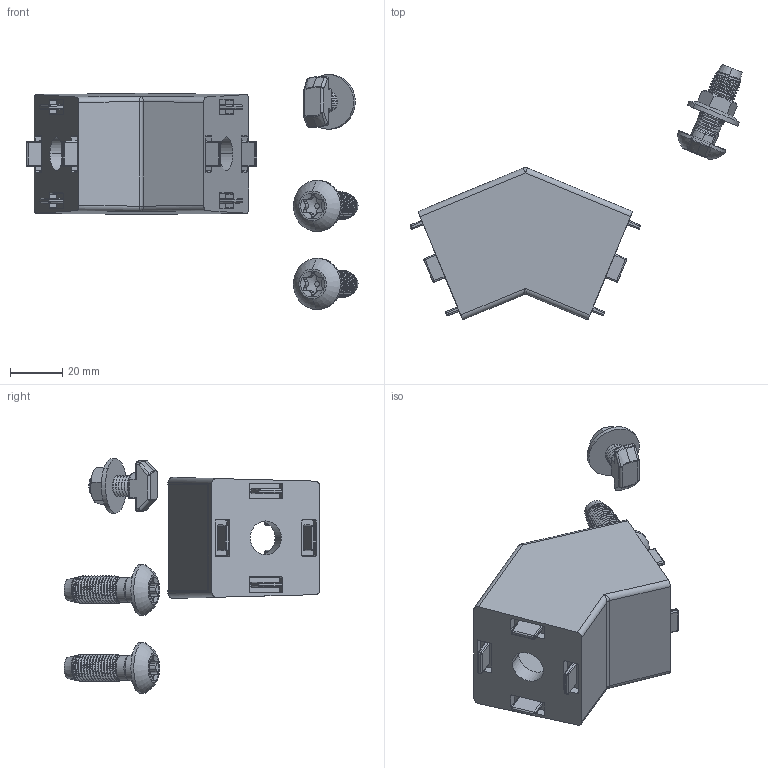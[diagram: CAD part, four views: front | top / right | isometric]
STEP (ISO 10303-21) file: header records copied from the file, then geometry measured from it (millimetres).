
FILE_DESCRIPTION (( 'STEP AP214' ), '1' );
FILE_NAME ('093ws45145n10rs01.STEP', '2014-08-21T07:43:09', ( '' ), ( '' ), 'SwSTEP 2.0', 'SolidWorks 2014', '' );
FILE_SCHEMA (( 'AUTOMOTIVE_DESIGN' ));
Length unit declared in the file: millimetre
Products named in the file (6): 093s1230t_093 s12 30 t; 340me154_340me154; 096hk1030m0820_096 hk 10 30 m08 20; 093wsa45_093 wsa 45 ; 093ws45145n10_093 ws 45 145 n10 r; 093ws45145n10rs01
Assembly tree (6 placements, depth 2):
  093ws45145n10rs01
    093ws45145n10_093 ws 45 145 n10 r
    093wsa45_093 wsa 45 
    096hk1030m0820_096 hk 10 30 m08 20
    340me154_340me154
    093s1230t_093 s12 30 t  x2
Bounding box: 127.66 x 98.38 x 90.3 mm (x, y, z)
Volume: 70322.2 mm3; surface area: 41245.6 mm2
Topology: 6 solids, 6 shells, 1126 faces, 2909 edges, 1779 vertices
Faces by surface type: cylinder 396, plane 373, cone 166, bspline 87, sphere 67, torus 37
Entity records: 35249 total; most frequent: CARTESIAN_POINT 12770, ORIENTED_EDGE 4912, DIRECTION 4281, EDGE_CURVE 2456, AXIS2_PLACEMENT_3D 1559, VERTEX_POINT 1506, LINE 1163, VECTOR 1163
